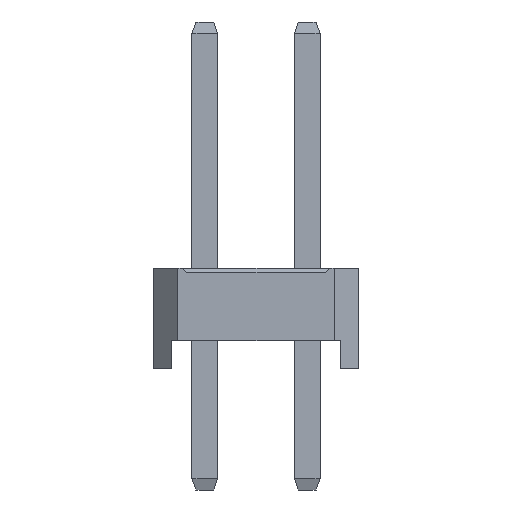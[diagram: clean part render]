
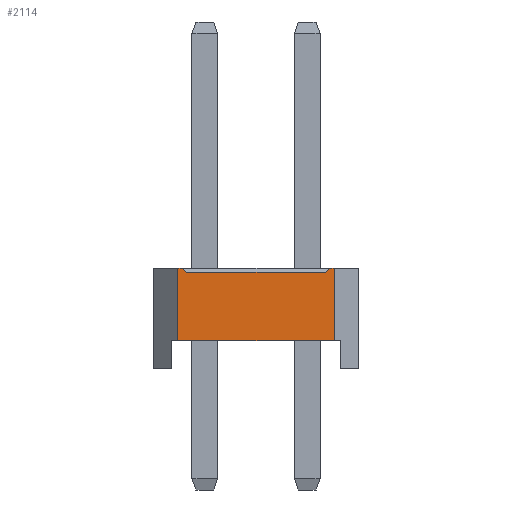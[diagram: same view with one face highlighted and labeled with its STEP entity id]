
A CAD part, left-side view. The second image highlights one B-rep face of the part: STEP entity #2114.
In plain terms, the highlighted planar face has unit normal (-1, 0, 0).
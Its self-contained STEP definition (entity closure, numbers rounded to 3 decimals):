
#2114=ADVANCED_FACE('',(#8752),#8754,.T.);
#8752=FACE_BOUND('',#8753,.T.);
#8753=EDGE_LOOP('',(#13953,#13954,#13955,#13956,#13957,#13958,#13959,#13960));
#8754=PLANE('',#8755);
#8755=AXIS2_PLACEMENT_3D('',#8756,#8757,#8758);
#8756=CARTESIAN_POINT('',(-1.27,3.21,0.));
#8757=DIRECTION('',(-1.,0.,0.));
#8758=DIRECTION('',(0.,-1.,0.));
#13953=ORIENTED_EDGE('',*,*,#17194,.F.);
#13954=ORIENTED_EDGE('',*,*,#17195,.T.);
#13955=ORIENTED_EDGE('',*,*,#17196,.F.);
#13956=ORIENTED_EDGE('',*,*,#16508,.F.);
#13957=ORIENTED_EDGE('',*,*,#17197,.F.);
#13958=ORIENTED_EDGE('',*,*,#16252,.T.);
#13959=ORIENTED_EDGE('',*,*,#17193,.T.);
#13960=ORIENTED_EDGE('',*,*,#16512,.F.);
#16252=EDGE_CURVE('',#18104,#18102,#18105,.T.);
#16508=EDGE_CURVE('',#18614,#18616,#18617,.T.);
#16512=EDGE_CURVE('',#18622,#18624,#18625,.T.);
#17193=EDGE_CURVE('',#18102,#18624,#19757,.T.);
#17194=EDGE_CURVE('',#19758,#18622,#19759,.F.);
#17195=EDGE_CURVE('',#19758,#19760,#19761,.T.);
#17196=EDGE_CURVE('',#18616,#19760,#19762,.F.);
#17197=EDGE_CURVE('',#18104,#18614,#19763,.T.);
#18102=VERTEX_POINT('',#21106);
#18104=VERTEX_POINT('',#21110);
#18105=LINE('',#21111,#21112);
#18614=VERTEX_POINT('',#22130);
#18616=VERTEX_POINT('',#22134);
#18617=LINE('',#22135,#22136);
#18622=VERTEX_POINT('',#22146);
#18624=VERTEX_POINT('',#22150);
#18625=LINE('',#22151,#22152);
#19757=LINE('',#24645,#24646);
#19758=VERTEX_POINT('',#24648);
#19759=LINE('',#24649,#24650);
#19760=VERTEX_POINT('',#24652);
#19761=LINE('',#24653,#24654);
#19762=LINE('',#24656,#24657);
#19763=LINE('',#24659,#24660);
#21106=CARTESIAN_POINT('',(-1.27,-0.67,0.7));
#21110=CARTESIAN_POINT('',(-1.27,3.21,0.7));
#21111=CARTESIAN_POINT('',(-1.27,3.21,0.7));
#21112=VECTOR('',#21113,1.);
#21113=DIRECTION('',(0.,-1.,0.));
#22130=CARTESIAN_POINT('',(-1.27,3.21,2.5));
#22134=CARTESIAN_POINT('',(-1.27,3.09,2.5));
#22135=CARTESIAN_POINT('',(-1.27,3.21,2.5));
#22136=VECTOR('',#22137,1.);
#22137=DIRECTION('',(0.,-1.,0.));
#22146=CARTESIAN_POINT('',(-1.27,-0.55,2.5));
#22150=CARTESIAN_POINT('',(-1.27,-0.67,2.5));
#22151=CARTESIAN_POINT('',(-1.27,-0.55,2.5));
#22152=VECTOR('',#22153,1.);
#22153=DIRECTION('',(0.,-1.,0.));
#24645=CARTESIAN_POINT('',(-1.27,-0.67,0.7));
#24646=VECTOR('',#24647,1.);
#24647=DIRECTION('',(0.,0.,1.));
#24648=CARTESIAN_POINT('',(-1.27,-0.45,2.4));
#24649=CARTESIAN_POINT('',(-1.27,-0.55,2.5));
#24650=VECTOR('',#24651,1.);
#24651=DIRECTION('',(0.,0.707,-0.707));
#24652=CARTESIAN_POINT('',(-1.27,2.99,2.4));
#24653=CARTESIAN_POINT('',(-1.27,-0.45,2.4));
#24654=VECTOR('',#24655,1.);
#24655=DIRECTION('',(0.,1.,0.));
#24656=CARTESIAN_POINT('',(-1.27,2.99,2.4));
#24657=VECTOR('',#24658,1.);
#24658=DIRECTION('',(0.,0.707,0.707));
#24659=CARTESIAN_POINT('',(-1.27,3.21,0.7));
#24660=VECTOR('',#24661,1.);
#24661=DIRECTION('',(0.,0.,1.));
